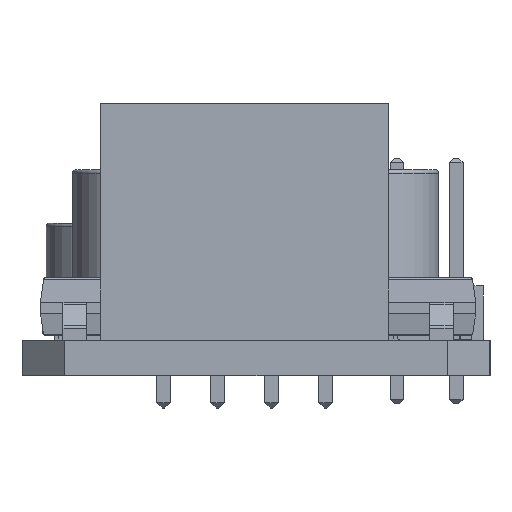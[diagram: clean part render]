
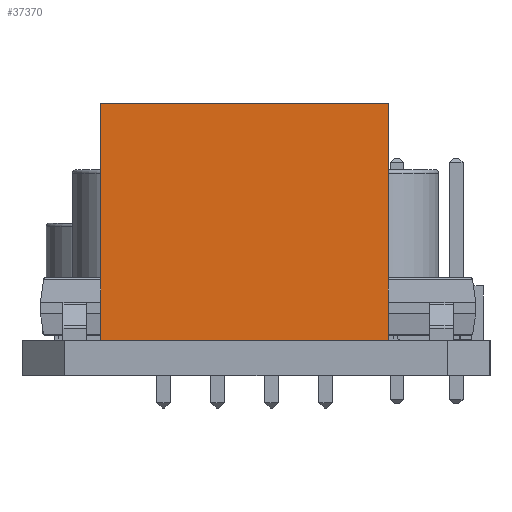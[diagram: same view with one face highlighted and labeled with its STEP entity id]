
A CAD part, left-side view. The second image highlights one B-rep face of the part: STEP entity #37370.
In plain terms, the highlighted face is planar.
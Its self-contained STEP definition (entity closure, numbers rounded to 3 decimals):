
#2597=FACE_OUTER_BOUND('',#4936,.T.);
#4936=EDGE_LOOP('',(#25565,#25566,#25567,#25568));
#7378=LINE('',#55517,#11607);
#7386=LINE('',#55533,#11615);
#7395=LINE('',#55550,#11624);
#7396=LINE('',#55551,#11625);
#11607=VECTOR('',#44787,1.);
#11615=VECTOR('',#44799,1.);
#11624=VECTOR('',#44810,1.);
#11625=VECTOR('',#44811,1.);
#15814=VERTEX_POINT('',#55514);
#15815=VERTEX_POINT('',#55516);
#15821=VERTEX_POINT('',#55532);
#15828=VERTEX_POINT('',#55549);
#19504=EDGE_CURVE('',#15815,#15814,#7378,.T.);
#19512=EDGE_CURVE('',#15814,#15821,#7386,.T.);
#19521=EDGE_CURVE('',#15815,#15828,#7395,.T.);
#19522=EDGE_CURVE('',#15828,#15821,#7396,.T.);
#25565=ORIENTED_EDGE('',*,*,#19521,.F.);
#25566=ORIENTED_EDGE('',*,*,#19504,.T.);
#25567=ORIENTED_EDGE('',*,*,#19512,.T.);
#25568=ORIENTED_EDGE('',*,*,#19522,.F.);
#34630=PLANE('',#40364);
#37370=ADVANCED_FACE('',(#2597),#34630,.T.);
#40364=AXIS2_PLACEMENT_3D('',#55548,#44808,#44809);
#44787=DIRECTION('',(0.,0.,1.));
#44799=DIRECTION('',(1.,0.,0.));
#44808=DIRECTION('center_axis',(0.,1.,0.));
#44809=DIRECTION('ref_axis',(0.,0.,1.));
#44810=DIRECTION('',(1.,0.,0.));
#44811=DIRECTION('',(0.,0.,1.));
#55514=CARTESIAN_POINT('',(-10.565,3.605,11.1));
#55516=CARTESIAN_POINT('',(-10.565,3.605,0.));
#55517=CARTESIAN_POINT('',(-10.565,3.605,0.));
#55532=CARTESIAN_POINT('',(2.945,3.605,11.1));
#55533=CARTESIAN_POINT('',(-10.565,3.605,11.1));
#55548=CARTESIAN_POINT('Origin',(-10.565,3.605,0.));
#55549=CARTESIAN_POINT('',(2.945,3.605,0.));
#55550=CARTESIAN_POINT('',(-10.565,3.605,0.));
#55551=CARTESIAN_POINT('',(2.945,3.605,0.));
